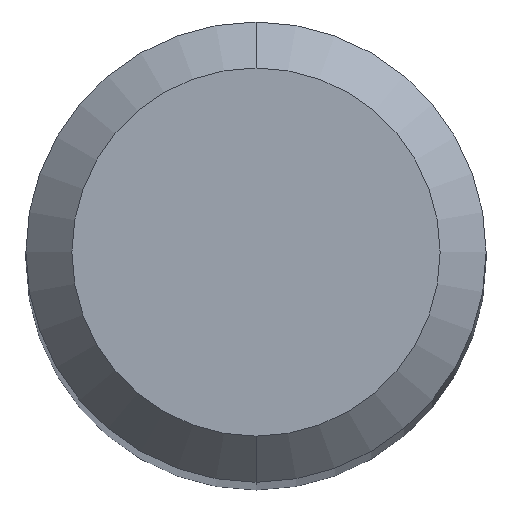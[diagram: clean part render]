
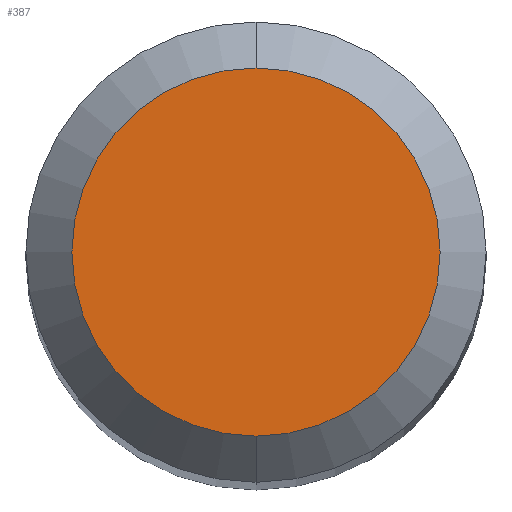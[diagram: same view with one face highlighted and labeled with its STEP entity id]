
A CAD part, top view. The second image highlights one B-rep face of the part: STEP entity #387.
In plain terms, the highlighted planar face has unit normal (0, 0, 1).
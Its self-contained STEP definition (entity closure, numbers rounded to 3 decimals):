
#177=EDGE_CURVE('',#439,#195,#484,.T.);
#195=VERTEX_POINT('',#504);
#313=EDGE_CURVE('',#195,#439,#636,.T.);
#387=ADVANCED_FACE('',(#717),#718,.T.);
#439=VERTEX_POINT('',#774);
#484=CIRCLE('',#814,1.2);
#504=CARTESIAN_POINT('',(0.,-1.2,0.0));
#636=CIRCLE('',#1053,1.2);
#717=FACE_OUTER_BOUND('',#1291,.T.);
#718=PLANE('',#1292);
#774=CARTESIAN_POINT('',(0.0,1.2,0.0));
#814=AXIS2_PLACEMENT_3D('',#1445,#1446,#1447);
#1053=AXIS2_PLACEMENT_3D('',#1638,#1639,#1640);
#1291=EDGE_LOOP('',(#1728,#1729));
#1292=AXIS2_PLACEMENT_3D('',#1730,#1731,#1732);
#1445=CARTESIAN_POINT('',(0.0,0.0,0.0));
#1446=DIRECTION('',(0.0,0.0,-1.0));
#1447=DIRECTION('',(0.0,1.0,0.0));
#1638=CARTESIAN_POINT('',(0.0,0.0,0.0));
#1639=DIRECTION('',(0.0,0.0,-1.0));
#1640=DIRECTION('',(0.0,1.0,0.0));
#1728=ORIENTED_EDGE('',*,*,#177,.F.);
#1729=ORIENTED_EDGE('',*,*,#313,.F.);
#1730=CARTESIAN_POINT('',(0.0,0.6,0.0));
#1731=DIRECTION('',(-0.0,0.0,1.0));
#1732=DIRECTION('',(0.0,-1.0,0.0));
